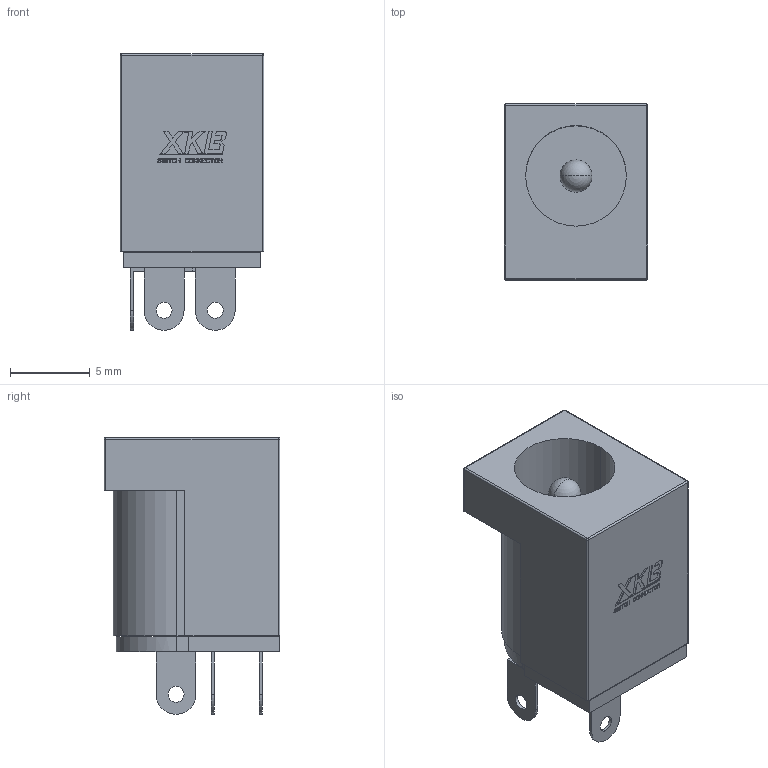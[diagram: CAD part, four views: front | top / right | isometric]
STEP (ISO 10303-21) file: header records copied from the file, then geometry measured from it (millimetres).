
FILE_DESCRIPTION(('STEP AP242'),'1');
FILE_NAME('dc-012-2_5a-2_0.stp','2021-07-17T19:03:55',('TraceParts'),('TraceParts S.A.'),'Spatial InterOp 3D',' ',' ');
FILE_SCHEMA(('AP242_MANAGED_MODEL_BASED_3D_ENGINEERING_MIM_LF {1 0 10303 442 1 1 4}'));
Length unit declared in the file: millimetre
Products named in the file (1): dc-012-2_5a-2_0_1
Bounding box: 9 x 11 x 17.3 mm (x, y, z)
Volume: 791.4 mm3; surface area: 1164.1 mm2
Topology: 2 solids, 2 shells, 517 faces, 1447 edges, 957 vertices
Faces by surface type: plane 466, cylinder 37, torus 8, sphere 6
Entity records: 16359 total; most frequent: CARTESIAN_POINT 2921, ORIENTED_EDGE 2890, DIRECTION 2580, EDGE_CURVE 1445, LINE 1348, VECTOR 1348, VERTEX_POINT 957, AXIS2_PLACEMENT_3D 616
